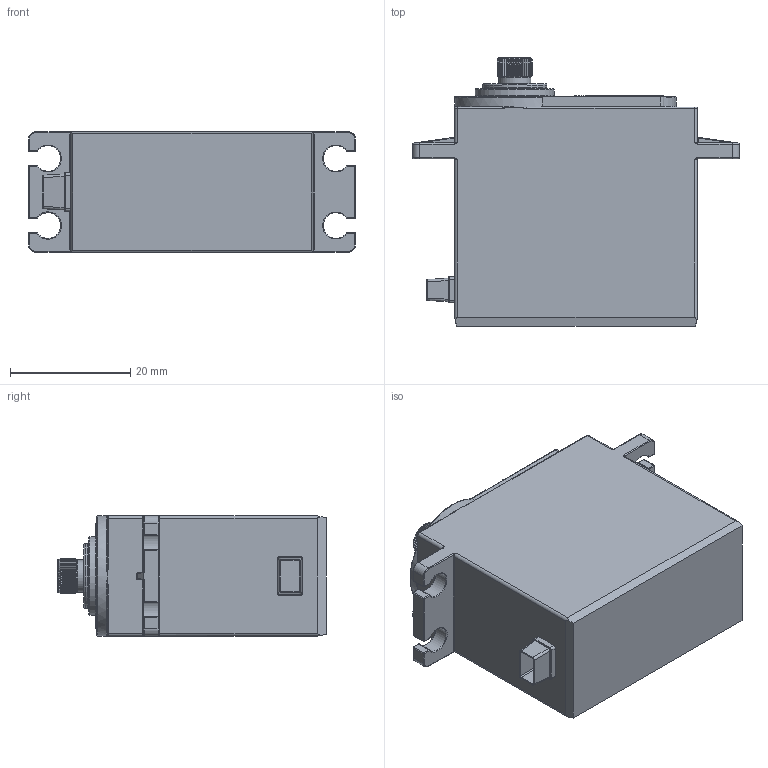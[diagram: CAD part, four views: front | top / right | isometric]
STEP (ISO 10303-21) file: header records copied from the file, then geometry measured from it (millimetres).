
FILE_DESCRIPTION(/* description */ (''),/* implementation_level */ '2;1');
FILE_NAME(/* name */ 'MG-958 servo_MIR.stp',/* time_stamp */ '2022-02-27T14:02:31+06:00',/* author */ ('techv'),/* organization */ (''),/* preprocessor_version */ 'ST-DEVELOPER v18.1',/* originating_system */ 'Autodesk Inventor 2021',/* authorisation */ '');
FILE_SCHEMA (('AUTOMOTIVE_DESIGN { 1 0 10303 214 3 1 1 }'));
Length unit declared in the file: millimetre
Products named in the file (3): MG-958 servo_MIR; Golden part_MIR; Part13_MIR
Assembly tree (2 placements, depth 2):
  MG-958 servo_MIR
    Golden part_MIR
    Part13_MIR
Bounding box: 54.36 x 44.6 x 20 mm (x, y, z)
Volume: 31375.4 mm3; surface area: 7099.2 mm2
Topology: 2 solids, 2 shells, 534 faces, 1502 edges, 941 vertices
Faces by surface type: cylinder 228, plane 170, bspline 82, torus 47, cone 4, sphere 3
Full cylindrical faces by diameter (mm): 3.171 x1, 5.33 x1, 10.71 x1, 13.1 x1
Entity records: 20818 total; most frequent: CARTESIAN_POINT 7572, ORIENTED_EDGE 2928, DIRECTION 2655, EDGE_CURVE 1464, AXIS2_PLACEMENT_3D 1075, VERTEX_POINT 940, CIRCLE 545, EDGE_LOOP 540
